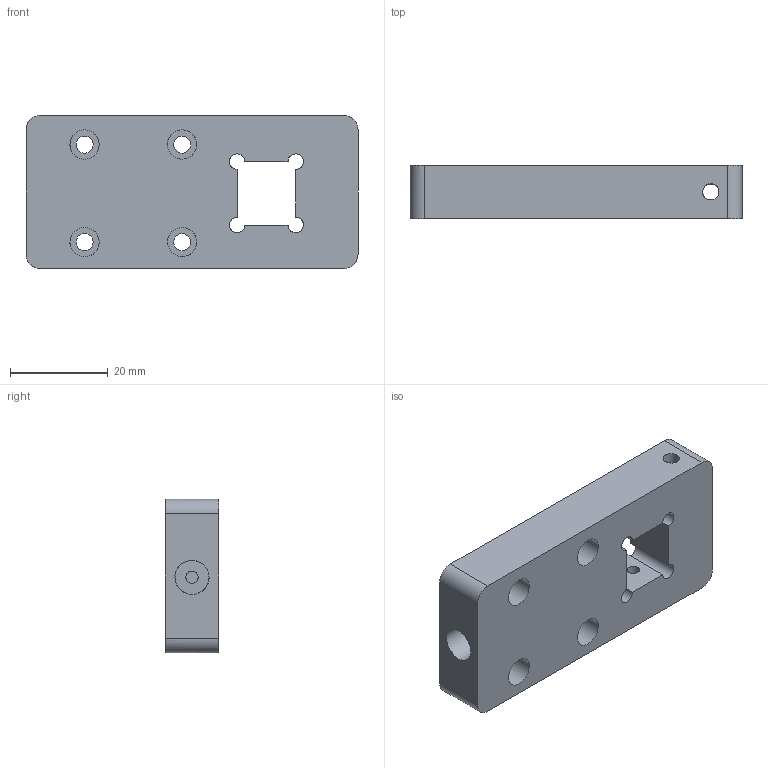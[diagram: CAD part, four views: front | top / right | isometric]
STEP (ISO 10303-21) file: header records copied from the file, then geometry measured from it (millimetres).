
FILE_DESCRIPTION(('FreeCAD Model'),'2;1');
FILE_NAME('Milled Back X Carriage.step','2020-09-04T11:02:13',('Author'),('') ,'Open CASCADE STEP processor 7.3','FreeCAD','Unknown');
FILE_SCHEMA(('AUTOMOTIVE_DESIGN { 1 0 10303 214 1 1 1 1 }'));
Length unit declared in the file: millimetre
Products named in the file (1): Milled_Back_X_Carriage_(Solid)001
Bounding box: 68.06 x 11 x 31.45 mm (x, y, z)
Volume: 19036.7 mm3; surface area: 8518.3 mm2
Topology: 1 solids, 1 shells, 35 faces, 102 edges, 74 vertices
Faces by surface type: bspline 35
Entity records: 4033 total; most frequent: CARTESIAN_POINT 2445, ORIENTED_EDGE 204, PCURVE 204, DEFINITIONAL_REPRESENTATION 204, DIRECTION 132, LINE 130, VECTOR 130, B_SPLINE_CURVE_WITH_KNOTS 118
